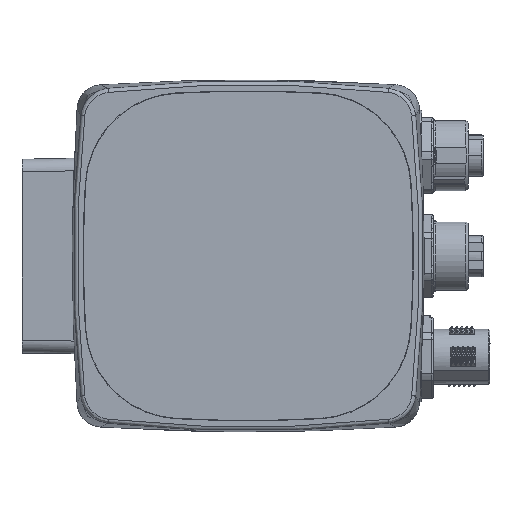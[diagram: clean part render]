
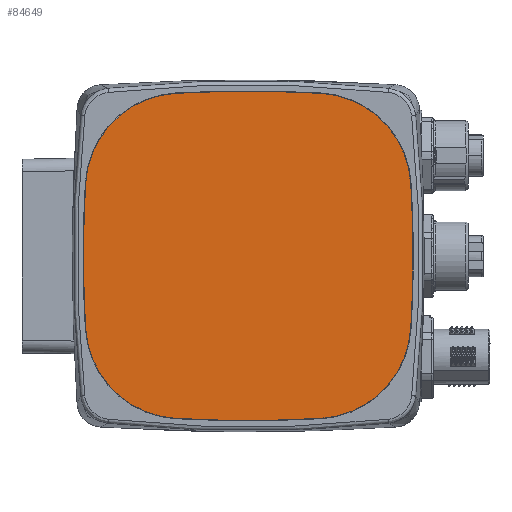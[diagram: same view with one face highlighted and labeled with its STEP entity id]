
A CAD part, top view. The second image highlights one B-rep face of the part: STEP entity #84649.
In plain terms, the highlighted face is planar.
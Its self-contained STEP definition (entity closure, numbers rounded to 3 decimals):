
#84450=CARTESIAN_POINT('',(-13.359,13.359,-0.75));
#84451=DIRECTION('',(0.,0.,1.));
#84452=DIRECTION('',(-0.058,0.998,0.));
#84453=AXIS2_PLACEMENT_3D('',#84450,#84451,#84452);
#84455=CARTESIAN_POINT('',(214.7,0.,-0.75));
#84456=DIRECTION('',(0.,0.,1.));
#84457=DIRECTION('',(-0.998,0.058,0.));
#84458=AXIS2_PLACEMENT_3D('',#84455,#84456,#84457);
#84460=CARTESIAN_POINT('',(214.7,0.,-0.75));
#84461=DIRECTION('',(0.,0.,1.));
#84462=DIRECTION('',(-1.,0.,0.));
#84463=AXIS2_PLACEMENT_3D('',#84460,#84461,#84462);
#84465=CARTESIAN_POINT('',(-13.359,-13.359,-0.75));
#84466=DIRECTION('',(0.,0.,1.));
#84467=DIRECTION('',(-0.998,-0.058,0.));
#84468=AXIS2_PLACEMENT_3D('',#84465,#84466,#84467);
#84470=CARTESIAN_POINT('',(0.,214.7,-0.75));
#84471=DIRECTION('',(0.,0.,1.));
#84472=DIRECTION('',(-0.058,-0.998,0.));
#84473=AXIS2_PLACEMENT_3D('',#84470,#84471,#84472);
#84475=CARTESIAN_POINT('',(13.359,-13.359,-0.75));
#84476=DIRECTION('',(0.,0.,1.));
#84477=DIRECTION('',(0.058,-0.998,0.));
#84478=AXIS2_PLACEMENT_3D('',#84475,#84476,#84477);
#84480=CARTESIAN_POINT('',(-214.7,0.,-0.75));
#84481=DIRECTION('',(0.,0.,1.));
#84482=DIRECTION('',(0.998,-0.058,0.));
#84483=AXIS2_PLACEMENT_3D('',#84480,#84481,#84482);
#84485=CARTESIAN_POINT('',(-214.7,0.,-0.75));
#84486=DIRECTION('',(0.,0.,1.));
#84487=DIRECTION('',(1.,0.,0.));
#84488=AXIS2_PLACEMENT_3D('',#84485,#84486,#84487);
#84490=CARTESIAN_POINT('',(13.359,13.359,-0.75));
#84491=DIRECTION('',(0.,0.,1.));
#84492=DIRECTION('',(0.998,0.058,0.));
#84493=AXIS2_PLACEMENT_3D('',#84490,#84491,#84492);
#84495=CARTESIAN_POINT('',(0.,-214.7,-0.75));
#84496=DIRECTION('',(0.,0.,1.));
#84497=DIRECTION('',(0.058,0.998,0.));
#84498=AXIS2_PLACEMENT_3D('',#84495,#84496,#84497);
#84582=CARTESIAN_POINT('',(-14.47,32.327,-0.75));
#84583=CARTESIAN_POINT('',(-32.327,14.47,-0.75));
#84584=VERTEX_POINT('',#84582);
#84585=VERTEX_POINT('',#84583);
#84586=CARTESIAN_POINT('',(-32.75,0.,-0.75));
#84587=VERTEX_POINT('',#84586);
#84588=CARTESIAN_POINT('',(-32.327,-14.47,-0.75));
#84589=VERTEX_POINT('',#84588);
#84590=CARTESIAN_POINT('',(-14.47,-32.327,-0.75));
#84591=VERTEX_POINT('',#84590);
#84592=CARTESIAN_POINT('',(14.47,-32.327,-0.75));
#84593=VERTEX_POINT('',#84592);
#84594=CARTESIAN_POINT('',(32.327,-14.47,-0.75));
#84595=VERTEX_POINT('',#84594);
#84596=CARTESIAN_POINT('',(32.75,0.,-0.75));
#84597=VERTEX_POINT('',#84596);
#84598=CARTESIAN_POINT('',(32.327,14.47,-0.75));
#84599=VERTEX_POINT('',#84598);
#84600=CARTESIAN_POINT('',(14.47,32.327,-0.75));
#84601=VERTEX_POINT('',#84600);
#84622=CARTESIAN_POINT('',(0.,0.,-0.75));
#84623=DIRECTION('',(0.,0.,1.));
#84624=DIRECTION('',(1.,0.,0.));
#84625=AXIS2_PLACEMENT_3D('',#84622,#84623,#84624);
#84626=PLANE('',#84625);
#84628=ORIENTED_EDGE('',*,*,#84627,.T.);
#84630=ORIENTED_EDGE('',*,*,#84629,.T.);
#84632=ORIENTED_EDGE('',*,*,#84631,.T.);
#84634=ORIENTED_EDGE('',*,*,#84633,.T.);
#84636=ORIENTED_EDGE('',*,*,#84635,.T.);
#84638=ORIENTED_EDGE('',*,*,#84637,.T.);
#84640=ORIENTED_EDGE('',*,*,#84639,.T.);
#84642=ORIENTED_EDGE('',*,*,#84641,.T.);
#84644=ORIENTED_EDGE('',*,*,#84643,.T.);
#84646=ORIENTED_EDGE('',*,*,#84645,.T.);
#84647=EDGE_LOOP('',(#84628,#84630,#84632,#84634,#84636,#84638,#84640,#84642,
#84644,#84646));
#84648=FACE_OUTER_BOUND('',#84647,.F.);
#84649=ADVANCED_FACE('',(#84648),#84626,.F.);
#84454=CIRCLE('',#84453,19.);
#84459=CIRCLE('',#84458,247.45);
#84464=CIRCLE('',#84463,247.45);
#84469=CIRCLE('',#84468,19.);
#84474=CIRCLE('',#84473,247.45);
#84479=CIRCLE('',#84478,19.);
#84484=CIRCLE('',#84483,247.45);
#84489=CIRCLE('',#84488,247.45);
#84494=CIRCLE('',#84493,19.);
#84499=CIRCLE('',#84498,247.45);
#84627=EDGE_CURVE('',#84584,#84585,#84454,.T.);
#84629=EDGE_CURVE('',#84585,#84587,#84459,.T.);
#84631=EDGE_CURVE('',#84587,#84589,#84464,.T.);
#84633=EDGE_CURVE('',#84589,#84591,#84469,.T.);
#84635=EDGE_CURVE('',#84591,#84593,#84474,.T.);
#84637=EDGE_CURVE('',#84593,#84595,#84479,.T.);
#84639=EDGE_CURVE('',#84595,#84597,#84484,.T.);
#84641=EDGE_CURVE('',#84597,#84599,#84489,.T.);
#84643=EDGE_CURVE('',#84599,#84601,#84494,.T.);
#84645=EDGE_CURVE('',#84601,#84584,#84499,.T.);
